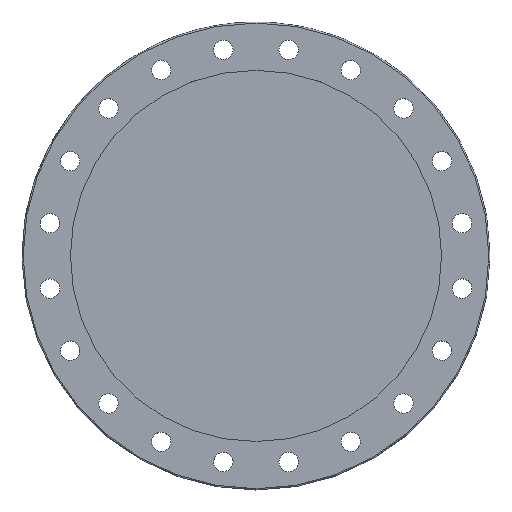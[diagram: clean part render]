
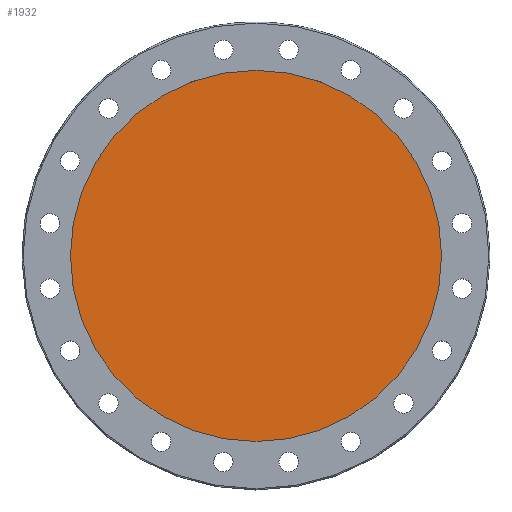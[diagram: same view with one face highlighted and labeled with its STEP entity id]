
A CAD part, top view. The second image highlights one B-rep face of the part: STEP entity #1932.
In plain terms, the highlighted face is planar.
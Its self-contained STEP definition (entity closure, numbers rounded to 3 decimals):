
#1892=CARTESIAN_POINT('',(85.15,0.,0.0));
#1893=VERTEX_POINT('',#1892);
#1894=CARTESIAN_POINT('',(0.0,0.0,0.0));
#1895=DIRECTION('',(0.0,0.0,1.0));
#1896=DIRECTION('',(-1.0,0.0,0.0));
#1897=AXIS2_PLACEMENT_3D('',#1894,#1895,#1896);
#1898=CIRCLE('',#1897,85.15);
#1899=EDGE_CURVE('',#1893,#1893,#1898,.T.);
#1924=CARTESIAN_POINT('',(0.0,0.0,0.0));
#1925=DIRECTION('',(0.0,0.0,-1.0));
#1926=DIRECTION('',(-1.0,0.0,0.0));
#1927=AXIS2_PLACEMENT_3D('',#1924,#1925,#1926);
#1928=PLANE('',#1927);
#1929=ORIENTED_EDGE('',*,*,#1899,.F.);
#1930=EDGE_LOOP('',(#1929));
#1931=FACE_OUTER_BOUND('',#1930,.T.);
#1932=ADVANCED_FACE('',(#1931),#1928,.T.);
